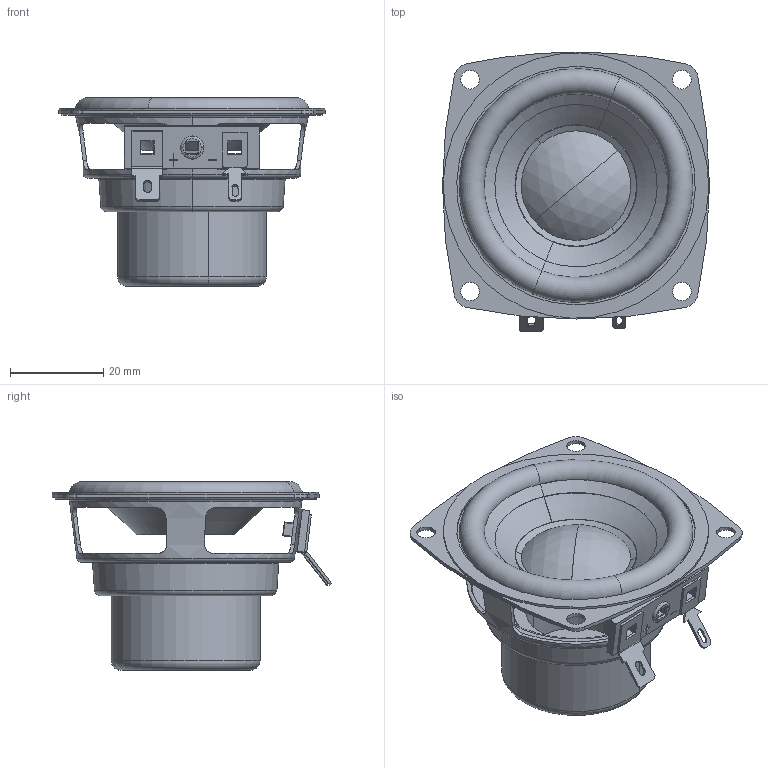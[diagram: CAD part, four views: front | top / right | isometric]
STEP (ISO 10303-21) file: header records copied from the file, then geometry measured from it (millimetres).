
FILE_DESCRIPTION (( 'STEP AP214' ), '1' );
FILE_NAME ('21NFRX16-393-3D.STEP', '2023-12-23T02:44:52', ( '' ), ( '' ), 'SwSTEP 2.0', 'SolidWorks 2020', '' );
FILE_SCHEMA (( 'AUTOMOTIVE_DESIGN' ));
Length unit declared in the file: millimetre
Products named in the file (1): 21NFRX16-393-3D
Bounding box: 57.3 x 60.02 x 40.45 mm (x, y, z)
Volume: 13446.7 mm3; surface area: 20700.4 mm2
Topology: 10 solids, 10 shells, 261 faces, 651 edges, 420 vertices
Faces by surface type: plane 118, cylinder 47, cone 36, torus 30, bspline 26, sphere 4
Entity records: 13416 total; most frequent: CARTESIAN_POINT 4139, ORIENTED_EDGE 1302, DIRECTION 1272, EDGE_CURVE 651, AXIS2_PLACEMENT_3D 456, VERTEX_POINT 420, VECTOR 360, LINE 360
